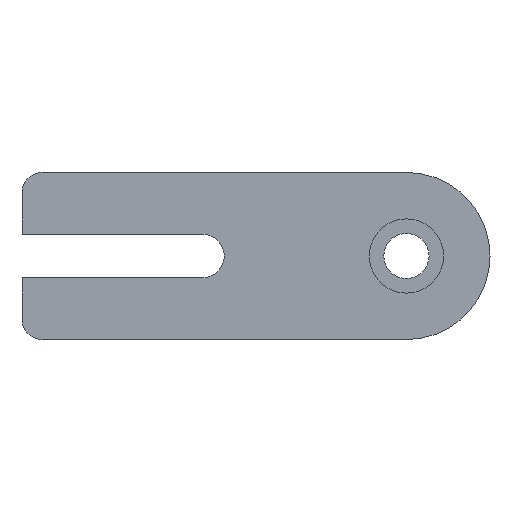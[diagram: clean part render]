
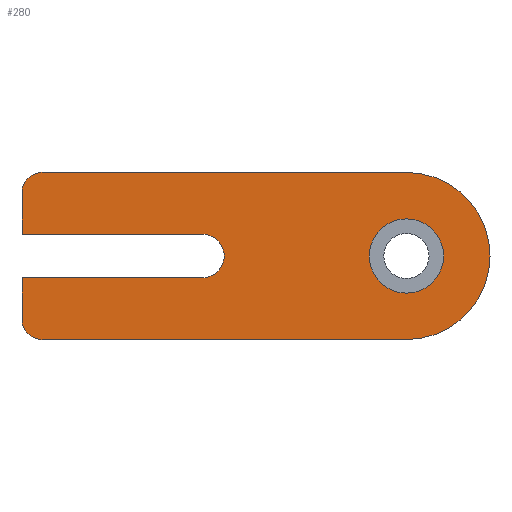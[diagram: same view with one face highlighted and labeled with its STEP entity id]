
A CAD part, front view. The second image highlights one B-rep face of the part: STEP entity #280.
In plain terms, the highlighted planar face has unit normal (0, -1, 0).
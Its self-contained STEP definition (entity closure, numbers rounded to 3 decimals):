
#1 = DIRECTION ( 'NONE',  ( 0., 0., -1. ) ) ;
#3 = AXIS2_PLACEMENT_3D ( 'NONE', #200, #254, #654 ) ;
#4 = DIRECTION ( 'NONE',  ( 0., 0., -1. ) ) ;
#5 = ORIENTED_EDGE ( 'NONE', *, *, #642, .F. ) ;
#16 = CARTESIAN_POINT ( 'NONE',  ( 0., 0., -12.5 ) ) ;
#20 = VECTOR ( 'NONE', #695, 1000. ) ;
#21 = AXIS2_PLACEMENT_3D ( 'NONE', #345, #242, #464 ) ;
#23 = DIRECTION ( 'NONE',  ( 1., 0., 0. ) ) ;
#49 = ORIENTED_EDGE ( 'NONE', *, *, #573, .F. ) ;
#54 = LINE ( 'NONE', #16, #725 ) ;
#58 = CARTESIAN_POINT ( 'NONE',  ( -57.5, 0., 3.25 ) ) ;
#64 = CARTESIAN_POINT ( 'NONE',  ( -57.5, 0., 9.5 ) ) ;
#68 = EDGE_LOOP ( 'NONE', ( #586, #106 ) ) ;
#69 = LINE ( 'NONE', #587, #217 ) ;
#70 = ORIENTED_EDGE ( 'NONE', *, *, #653, .F. ) ;
#73 = VERTEX_POINT ( 'NONE', #231 ) ;
#90 = DIRECTION ( 'NONE',  ( 1., 0., 0. ) ) ;
#92 = EDGE_CURVE ( 'NONE', #412, #670, #54, .T. ) ;
#93 = ORIENTED_EDGE ( 'NONE', *, *, #689, .F. ) ;
#98 = FACE_BOUND ( 'NONE', #68, .T. ) ;
#106 = ORIENTED_EDGE ( 'NONE', *, *, #353, .F. ) ;
#108 = CIRCLE ( 'NONE', #709, 5.556 ) ;
#113 = CARTESIAN_POINT ( 'NONE',  ( 0., 0., 0. ) ) ;
#118 = CARTESIAN_POINT ( 'NONE',  ( -30.5, 0., 3.25 ) ) ;
#120 = CIRCLE ( 'NONE', #614, 3. ) ;
#136 = LINE ( 'NONE', #359, #157 ) ;
#145 = CARTESIAN_POINT ( 'NONE',  ( -30.5, 0., -3.25 ) ) ;
#157 = VECTOR ( 'NONE', #23, 1000. ) ;
#159 = CARTESIAN_POINT ( 'NONE',  ( 0., 0., 0. ) ) ;
#164 = DIRECTION ( 'NONE',  ( 0., 0., 1. ) ) ;
#167 = CARTESIAN_POINT ( 'NONE',  ( -57.5, 0., -3.25 ) ) ;
#168 = ORIENTED_EDGE ( 'NONE', *, *, #667, .F. ) ;
#200 = CARTESIAN_POINT ( 'NONE',  ( -54.5, 0., 9.5 ) ) ;
#203 = CARTESIAN_POINT ( 'NONE',  ( -57.5, 0., 3.25 ) ) ;
#207 = CARTESIAN_POINT ( 'NONE',  ( -54.5, 0., -9.5 ) ) ;
#217 = VECTOR ( 'NONE', #410, 1000. ) ;
#221 = DIRECTION ( 'NONE',  ( 0., -1., 0. ) ) ;
#231 = CARTESIAN_POINT ( 'NONE',  ( 0., 0., 12.5 ) ) ;
#235 = VECTOR ( 'NONE', #90, 1000. ) ;
#236 = VERTEX_POINT ( 'NONE', #645 ) ;
#242 = DIRECTION ( 'NONE',  ( 0., -1., 0. ) ) ;
#254 = DIRECTION ( 'NONE',  ( 0., 1., 0. ) ) ;
#280 = ADVANCED_FACE ( 'NONE', ( #98, #365 ), #535, .F. ) ;
#284 = VERTEX_POINT ( 'NONE', #370 ) ;
#288 = DIRECTION ( 'NONE',  ( -1., 0., 0. ) ) ;
#291 = AXIS2_PLACEMENT_3D ( 'NONE', #431, #492, #164 ) ;
#305 = DIRECTION ( 'NONE',  ( 0., -1., 0. ) ) ;
#324 = DIRECTION ( 'NONE',  ( 0., 1., 0. ) ) ;
#326 = DIRECTION ( 'NONE',  ( 0., 0., 1. ) ) ;
#335 = LINE ( 'NONE', #203, #396 ) ;
#336 = VERTEX_POINT ( 'NONE', #444 ) ;
#343 = CARTESIAN_POINT ( 'NONE',  ( -57.5, 0., -9.5 ) ) ;
#345 = CARTESIAN_POINT ( 'NONE',  ( -30.5, 0., 0. ) ) ;
#352 = CARTESIAN_POINT ( 'NONE',  ( -30.5, 0., -3.25 ) ) ;
#353 = EDGE_CURVE ( 'NONE', #284, #236, #108, .T. ) ;
#359 = CARTESIAN_POINT ( 'NONE',  ( -54.5, 0., 12.5 ) ) ;
#365 = FACE_OUTER_BOUND ( 'NONE', #529, .T. ) ;
#370 = CARTESIAN_POINT ( 'NONE',  ( 0., 0., 5.556 ) ) ;
#375 = EDGE_CURVE ( 'NONE', #670, #565, #120, .T. ) ;
#376 = CARTESIAN_POINT ( 'NONE',  ( 0., 0., -12.5 ) ) ;
#395 = VERTEX_POINT ( 'NONE', #58 ) ;
#396 = VECTOR ( 'NONE', #326, 1000. ) ;
#407 = VERTEX_POINT ( 'NONE', #167 ) ;
#410 = DIRECTION ( 'NONE',  ( 0., 0., 1. ) ) ;
#412 = VERTEX_POINT ( 'NONE', #376 ) ;
#420 = CIRCLE ( 'NONE', #521, 5.556 ) ;
#422 = ORIENTED_EDGE ( 'NONE', *, *, #599, .F. ) ;
#423 = DIRECTION ( 'NONE',  ( 0., 0., -1. ) ) ;
#430 = DIRECTION ( 'NONE',  ( 0., 1., 0. ) ) ;
#431 = CARTESIAN_POINT ( 'NONE',  ( 0., 0., 0. ) ) ;
#441 = VERTEX_POINT ( 'NONE', #64 ) ;
#442 = AXIS2_PLACEMENT_3D ( 'NONE', #538, #430, #719 ) ;
#444 = CARTESIAN_POINT ( 'NONE',  ( -54.5, 0., 12.5 ) ) ;
#464 = DIRECTION ( 'NONE',  ( 0., 0., 1. ) ) ;
#465 = LINE ( 'NONE', #145, #235 ) ;
#471 = CARTESIAN_POINT ( 'NONE',  ( -54.5, 0., -12.5 ) ) ;
#475 = LINE ( 'NONE', #563, #20 ) ;
#479 = ORIENTED_EDGE ( 'NONE', *, *, #680, .F. ) ;
#480 = ORIENTED_EDGE ( 'NONE', *, *, #92, .F. ) ;
#492 = DIRECTION ( 'NONE',  ( 0., 1., 0. ) ) ;
#521 = AXIS2_PLACEMENT_3D ( 'NONE', #113, #305, #423 ) ;
#529 = EDGE_LOOP ( 'NONE', ( #530, #5, #93, #479, #422, #49, #70, #168, #606, #480 ) ) ;
#530 = ORIENTED_EDGE ( 'NONE', *, *, #702, .F. ) ;
#535 = PLANE ( 'NONE',  #442 ) ;
#538 = CARTESIAN_POINT ( 'NONE',  ( 0., 0., 0. ) ) ;
#563 = CARTESIAN_POINT ( 'NONE',  ( -30.5, 0., 3.25 ) ) ;
#564 = CIRCLE ( 'NONE', #3, 3. ) ;
#565 = VERTEX_POINT ( 'NONE', #343 ) ;
#573 = EDGE_CURVE ( 'NONE', #652, #693, #598, .T. ) ;
#586 = ORIENTED_EDGE ( 'NONE', *, *, #686, .F. ) ;
#587 = CARTESIAN_POINT ( 'NONE',  ( -57.5, 0., -9.5 ) ) ;
#598 = CIRCLE ( 'NONE', #21, 3.25 ) ;
#599 = EDGE_CURVE ( 'NONE', #693, #395, #475, .T. ) ;
#606 = ORIENTED_EDGE ( 'NONE', *, *, #375, .F. ) ;
#614 = AXIS2_PLACEMENT_3D ( 'NONE', #207, #324, #1 ) ;
#642 = EDGE_CURVE ( 'NONE', #336, #73, #136, .T. ) ;
#645 = CARTESIAN_POINT ( 'NONE',  ( 0., 0., -5.556 ) ) ;
#652 = VERTEX_POINT ( 'NONE', #352 ) ;
#653 = EDGE_CURVE ( 'NONE', #407, #652, #465, .T. ) ;
#654 = DIRECTION ( 'NONE',  ( 0., 0., -1. ) ) ;
#667 = EDGE_CURVE ( 'NONE', #565, #407, #69, .T. ) ;
#669 = CIRCLE ( 'NONE', #291, 12.5 ) ;
#670 = VERTEX_POINT ( 'NONE', #471 ) ;
#680 = EDGE_CURVE ( 'NONE', #395, #441, #335, .T. ) ;
#686 = EDGE_CURVE ( 'NONE', #236, #284, #420, .T. ) ;
#689 = EDGE_CURVE ( 'NONE', #441, #336, #564, .T. ) ;
#693 = VERTEX_POINT ( 'NONE', #118 ) ;
#695 = DIRECTION ( 'NONE',  ( -1., 0., 0. ) ) ;
#702 = EDGE_CURVE ( 'NONE', #73, #412, #669, .T. ) ;
#709 = AXIS2_PLACEMENT_3D ( 'NONE', #159, #221, #4 ) ;
#719 = DIRECTION ( 'NONE',  ( 0., 0., 1. ) ) ;
#725 = VECTOR ( 'NONE', #288, 1000. ) ;
